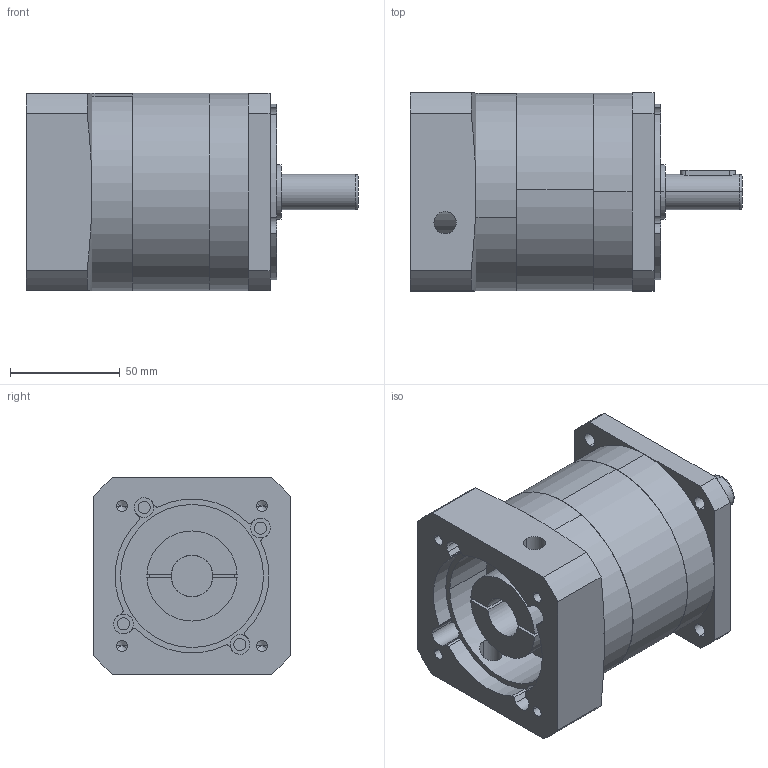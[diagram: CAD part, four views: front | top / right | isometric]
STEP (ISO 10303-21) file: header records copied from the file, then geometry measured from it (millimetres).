
FILE_DESCRIPTION (( 'STEP AP214' ), '1' );
FILE_NAME ('LRF90-L1 Êä³ö16.STEP', '2021-10-25T01:41:15', ( 'PC' ), ( '' ), 'SwSTEP 2.0', 'SolidWorks 2018', '' );
FILE_SCHEMA (( 'AUTOMOTIVE_DESIGN' ));
Length unit declared in the file: millimetre
Products named in the file (6): 键_B5×25; LRF90输入法兰; LRF90徹傾楊擘; LRF90齿圈_L1; LRF90怀堤楊擘-16; LRF90-L1 怀堤16
Assembly tree (5 placements, depth 2):
  LRF90-L1 怀堤16
    LRF90怀堤楊擘-16
    LRF90齿圈_L1
    LRF90徹傾楊擘
    LRF90输入法兰
    键_B5×25
Bounding box: 151 x 90 x 90 mm (x, y, z)
Volume: 561031.7 mm3; surface area: 115670.5 mm2
Topology: 5 solids, 5 shells, 198 faces, 510 edges, 327 vertices
Faces by surface type: cylinder 116, plane 64, cone 16, torus 2
Entity records: 6760 total; most frequent: CARTESIAN_POINT 1307, DIRECTION 1160, ORIENTED_EDGE 1000, EDGE_CURVE 500, AXIS2_PLACEMENT_3D 468, VERTEX_POINT 327, CIRCLE 262, EDGE_LOOP 245
